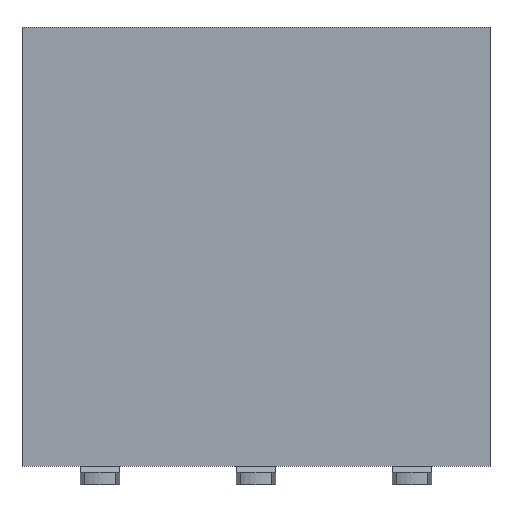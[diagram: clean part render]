
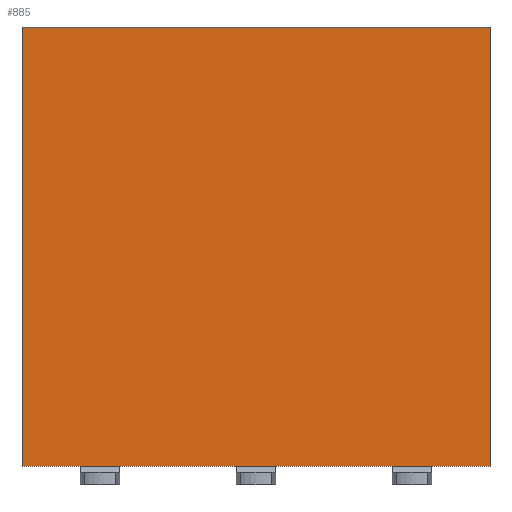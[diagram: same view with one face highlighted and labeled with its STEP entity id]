
A CAD part, left-side view. The second image highlights one B-rep face of the part: STEP entity #885.
In plain terms, the highlighted planar face has unit normal (-1, 0, 0).
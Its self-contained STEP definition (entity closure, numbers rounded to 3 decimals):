
#62 = VERTEX_POINT('',#63);
#63 = CARTESIAN_POINT('',(-2.54,-3.81,0.32));
#71 = EDGE_CURVE('',#62,#72,#74,.T.);
#72 = VERTEX_POINT('',#73);
#73 = CARTESIAN_POINT('',(-2.54,-3.81,7.47));
#74 = LINE('',#75,#76);
#75 = CARTESIAN_POINT('',(-2.54,-3.81,0.32));
#76 = VECTOR('',#77,1.);
#77 = DIRECTION('',(0.,0.,1.));
#134 = VERTEX_POINT('',#135);
#135 = CARTESIAN_POINT('',(-2.54,3.81,7.47));
#141 = EDGE_CURVE('',#142,#134,#144,.T.);
#142 = VERTEX_POINT('',#143);
#143 = CARTESIAN_POINT('',(-2.54,3.81,0.32));
#144 = LINE('',#145,#146);
#145 = CARTESIAN_POINT('',(-2.54,3.81,0.32));
#146 = VECTOR('',#147,1.);
#147 = DIRECTION('',(0.,0.,1.));
#206 = EDGE_CURVE('',#134,#72,#207,.T.);
#207 = LINE('',#208,#209);
#208 = CARTESIAN_POINT('',(-2.54,3.81,7.47));
#209 = VECTOR('',#210,1.);
#210 = DIRECTION('',(0.,-1.,0.));
#433 = EDGE_CURVE('',#142,#62,#434,.T.);
#434 = LINE('',#435,#436);
#435 = CARTESIAN_POINT('',(-2.54,3.81,0.32));
#436 = VECTOR('',#437,1.);
#437 = DIRECTION('',(0.,-1.,0.));
#885 = ADVANCED_FACE('',(#886),#892,.F.);
#886 = FACE_BOUND('',#887,.F.);
#887 = EDGE_LOOP('',(#888,#889,#890,#891));
#888 = ORIENTED_EDGE('',*,*,#141,.T.);
#889 = ORIENTED_EDGE('',*,*,#206,.T.);
#890 = ORIENTED_EDGE('',*,*,#71,.F.);
#891 = ORIENTED_EDGE('',*,*,#433,.F.);
#892 = PLANE('',#893);
#893 = AXIS2_PLACEMENT_3D('',#894,#895,#896);
#894 = CARTESIAN_POINT('',(-2.54,3.81,0.32));
#895 = DIRECTION('',(1.,0.,0.));
#896 = DIRECTION('',(0.,-1.,0.));
